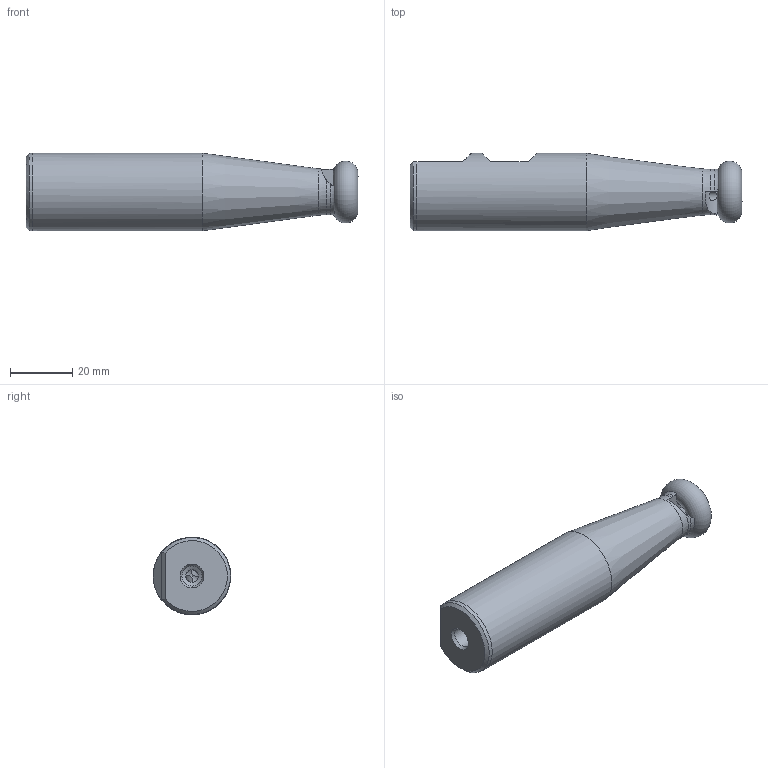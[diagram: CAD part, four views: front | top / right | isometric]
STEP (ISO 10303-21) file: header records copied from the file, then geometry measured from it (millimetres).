
FILE_DESCRIPTION (( 'STEP AP214' ), '1' );
FILE_NAME ('KSF-20-050-508.STEP', '2013-08-27T14:28:48', ( '' ), ( '' ), 'SwSTEP 2.0', 'SolidWorks 2013', '' );
FILE_SCHEMA (( 'AUTOMOTIVE_DESIGN' ));
Length unit declared in the file: millimetre
Products named in the file (1): KSF-20-050-508
Bounding box: 106.94 x 24.98 x 24.99 mm (x, y, z)
Volume: 39041.4 mm3; surface area: 10070.6 mm2
Topology: 1 solids, 1 shells, 39 faces, 114 edges, 73 vertices
Faces by surface type: plane 18, cylinder 9, cone 8, torus 4
Full cylindrical faces by diameter (mm): 3 x2, 4 x1, 6.5 x1, 25 x1
Entity records: 1473 total; most frequent: CARTESIAN_POINT 564, ORIENTED_EDGE 186, DIRECTION 155, EDGE_CURVE 93, AXIS2_PLACEMENT_3D 65, VERTEX_POINT 64, EDGE_LOOP 53, FACE_OUTER_BOUND 44
